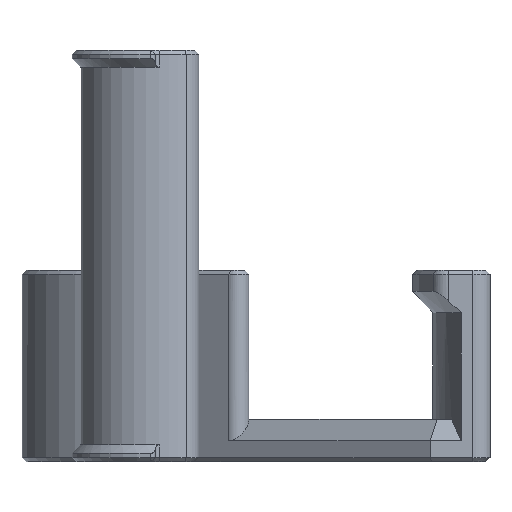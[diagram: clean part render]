
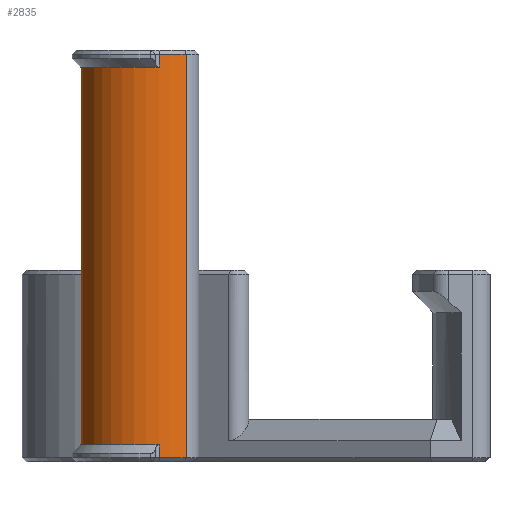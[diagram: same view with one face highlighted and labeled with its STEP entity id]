
A CAD part, left-side view. The second image highlights one B-rep face of the part: STEP entity #2835.
In plain terms, the highlighted cylindrical face has radius 17.5 mm (diameter 35 mm), a partial arc.
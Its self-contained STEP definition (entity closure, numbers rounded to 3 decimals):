
#139=CYLINDRICAL_SURFACE('',#3081,17.5);
#263=FACE_OUTER_BOUND('',#449,.T.);
#449=EDGE_LOOP('',(#2031,#2032,#2033,#2034,#2035,#2036,#2037,#2038,#2039,
#2040,#2041,#2042));
#600=CIRCLE('',#3006,17.5);
#610=CIRCLE('',#3024,17.5);
#616=CIRCLE('',#3040,17.5);
#621=CIRCLE('',#3048,17.5);
#631=CIRCLE('',#3066,17.5);
#638=CIRCLE('',#3082,17.5);
#753=LINE('',#4217,#975);
#758=LINE('',#4276,#980);
#779=LINE('',#4361,#1001);
#782=LINE('',#4377,#1004);
#786=LINE('',#4415,#1008);
#787=LINE('',#4416,#1009);
#975=VECTOR('',#3395,10.);
#980=VECTOR('',#3410,10.);
#1001=VECTOR('',#3507,10.);
#1004=VECTOR('',#3512,10.);
#1008=VECTOR('',#3528,10.);
#1009=VECTOR('',#3529,10.);
#1182=VERTEX_POINT('',#4146);
#1185=VERTEX_POINT('',#4154);
#1199=VERTEX_POINT('',#4196);
#1201=VERTEX_POINT('',#4202);
#1203=VERTEX_POINT('',#4216);
#1208=VERTEX_POINT('',#4265);
#1214=VERTEX_POINT('',#4291);
#1217=VERTEX_POINT('',#4299);
#1231=VERTEX_POINT('',#4341);
#1233=VERTEX_POINT('',#4347);
#1236=VERTEX_POINT('',#4366);
#1240=VERTEX_POINT('',#4413);
#1441=EDGE_CURVE('',#1185,#1182,#600,.T.);
#1465=EDGE_CURVE('',#1201,#1199,#610,.T.);
#1471=EDGE_CURVE('',#1203,#1201,#753,.T.);
#1481=EDGE_CURVE('',#1182,#1208,#758,.T.);
#1482=EDGE_CURVE('',#1208,#1203,#616,.T.);
#1492=EDGE_CURVE('',#1217,#1214,#621,.T.);
#1516=EDGE_CURVE('',#1233,#1231,#631,.T.);
#1523=EDGE_CURVE('',#1231,#1199,#779,.T.);
#1527=EDGE_CURVE('',#1236,#1233,#782,.T.);
#1534=EDGE_CURVE('',#1240,#1236,#638,.T.);
#1535=EDGE_CURVE('',#1214,#1240,#786,.T.);
#1536=EDGE_CURVE('',#1217,#1185,#787,.T.);
#2031=ORIENTED_EDGE('',*,*,#1516,.F.);
#2032=ORIENTED_EDGE('',*,*,#1527,.F.);
#2033=ORIENTED_EDGE('',*,*,#1534,.F.);
#2034=ORIENTED_EDGE('',*,*,#1535,.F.);
#2035=ORIENTED_EDGE('',*,*,#1492,.F.);
#2036=ORIENTED_EDGE('',*,*,#1536,.T.);
#2037=ORIENTED_EDGE('',*,*,#1441,.T.);
#2038=ORIENTED_EDGE('',*,*,#1481,.T.);
#2039=ORIENTED_EDGE('',*,*,#1482,.T.);
#2040=ORIENTED_EDGE('',*,*,#1471,.T.);
#2041=ORIENTED_EDGE('',*,*,#1465,.T.);
#2042=ORIENTED_EDGE('',*,*,#1523,.F.);
#2835=ADVANCED_FACE('',(#263),#139,.T.);
#3006=AXIS2_PLACEMENT_3D('',#4157,#3326,#3327);
#3024=AXIS2_PLACEMENT_3D('',#4205,#3376,#3377);
#3040=AXIS2_PLACEMENT_3D('',#4279,#3415,#3416);
#3048=AXIS2_PLACEMENT_3D('',#4301,#3436,#3437);
#3066=AXIS2_PLACEMENT_3D('',#4349,#3486,#3487);
#3081=AXIS2_PLACEMENT_3D('',#4412,#3524,#3525);
#3082=AXIS2_PLACEMENT_3D('',#4414,#3526,#3527);
#3326=DIRECTION('center_axis',(0.,0.,1.));
#3327=DIRECTION('ref_axis',(1.,0.,0.));
#3376=DIRECTION('center_axis',(0.,0.,1.));
#3377=DIRECTION('ref_axis',(-1.,0.,0.));
#3395=DIRECTION('',(0.,0.,-1.));
#3410=DIRECTION('',(0.,0.,1.));
#3415=DIRECTION('center_axis',(0.,0.,1.));
#3416=DIRECTION('ref_axis',(1.,0.,0.));
#3436=DIRECTION('center_axis',(0.,0.,1.));
#3437=DIRECTION('ref_axis',(1.,0.,0.));
#3486=DIRECTION('center_axis',(0.,0.,1.));
#3487=DIRECTION('ref_axis',(-1.,0.,0.));
#3507=DIRECTION('',(0.,0.,-1.));
#3512=DIRECTION('',(0.,0.,1.));
#3524=DIRECTION('center_axis',(0.,0.,1.));
#3525=DIRECTION('ref_axis',(0.,1.,0.));
#3526=DIRECTION('center_axis',(0.,0.,1.));
#3527=DIRECTION('ref_axis',(1.,0.,0.));
#3528=DIRECTION('',(0.,0.,-1.));
#3529=DIRECTION('',(0.,0.,-1.));
#4146=CARTESIAN_POINT('',(-35.41,-4.691,-4.));
#4154=CARTESIAN_POINT('',(-36.994,-11.077,-4.));
#4157=CARTESIAN_POINT('Origin',(-52.884,-3.745,-4.));
#4196=CARTESIAN_POINT('',(-68.774,-11.077,-4.));
#4202=CARTESIAN_POINT('',(-70.359,-4.691,-4.));
#4205=CARTESIAN_POINT('Origin',(-52.884,-3.745,-4.));
#4216=CARTESIAN_POINT('',(-70.359,-4.691,-1.));
#4217=CARTESIAN_POINT('',(-70.359,-4.691,43.3));
#4265=CARTESIAN_POINT('',(-35.41,-4.691,-1.));
#4276=CARTESIAN_POINT('',(-35.41,-4.691,43.3));
#4279=CARTESIAN_POINT('Origin',(-52.884,-3.745,-1.));
#4291=CARTESIAN_POINT('',(-35.41,-4.691,90.6));
#4299=CARTESIAN_POINT('',(-36.994,-11.077,90.6));
#4301=CARTESIAN_POINT('Origin',(-52.884,-3.745,90.6));
#4341=CARTESIAN_POINT('',(-68.774,-11.077,90.6));
#4347=CARTESIAN_POINT('',(-70.359,-4.691,90.6));
#4349=CARTESIAN_POINT('Origin',(-52.884,-3.745,90.6));
#4361=CARTESIAN_POINT('',(-68.774,-11.077,43.3));
#4366=CARTESIAN_POINT('',(-70.359,-4.691,87.6));
#4377=CARTESIAN_POINT('',(-70.359,-4.691,43.3));
#4412=CARTESIAN_POINT('Origin',(-52.884,-3.745,43.3));
#4413=CARTESIAN_POINT('',(-35.41,-4.691,87.6));
#4414=CARTESIAN_POINT('Origin',(-52.884,-3.745,87.6));
#4415=CARTESIAN_POINT('',(-35.41,-4.691,43.3));
#4416=CARTESIAN_POINT('',(-36.994,-11.077,43.3));
